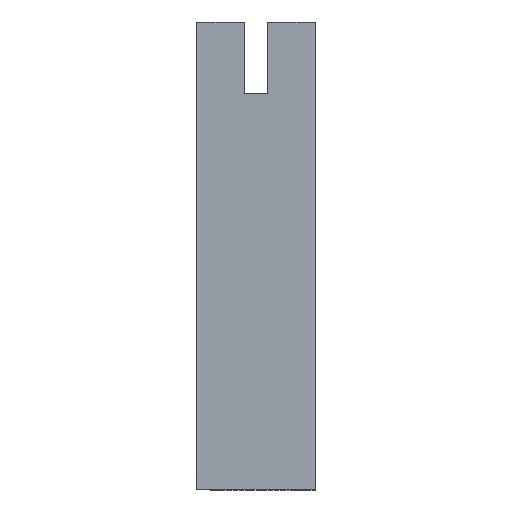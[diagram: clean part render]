
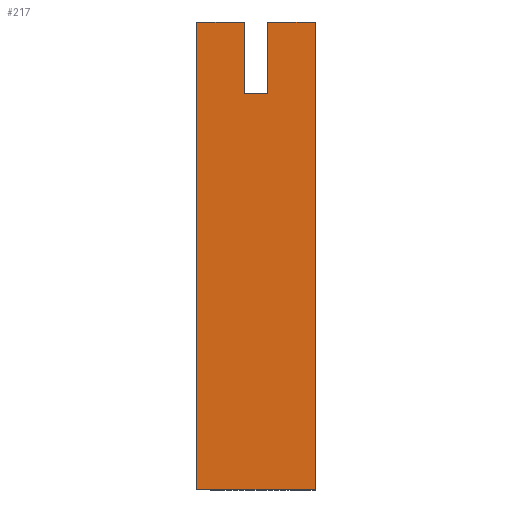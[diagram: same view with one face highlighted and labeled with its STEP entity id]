
A CAD part, left-side view. The second image highlights one B-rep face of the part: STEP entity #217.
In plain terms, the highlighted planar face has unit normal (-1, 0, 0).
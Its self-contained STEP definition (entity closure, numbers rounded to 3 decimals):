
#22 = VERTEX_POINT('',#23);
#23 = CARTESIAN_POINT('',(-12.,-15.,0.));
#31 = EDGE_CURVE('',#32,#22,#34,.T.);
#32 = VERTEX_POINT('',#33);
#33 = CARTESIAN_POINT('',(-12.,-15.,59.38));
#34 = LINE('',#35,#36);
#35 = CARTESIAN_POINT('',(-12.,-15.,59.38));
#36 = VECTOR('',#37,1.);
#37 = DIRECTION('',(0.,0.,-1.));
#169 = VERTEX_POINT('',#170);
#170 = CARTESIAN_POINT('',(-12.,0.,0.));
#176 = EDGE_CURVE('',#169,#22,#177,.T.);
#177 = LINE('',#178,#179);
#178 = CARTESIAN_POINT('',(-12.,0.,0.)
  );
#179 = VECTOR('',#180,1.);
#180 = DIRECTION('',(0.,-1.,0.));
#217 = ADVANCED_FACE('',(#218),#268,.F.);
#218 = FACE_BOUND('',#219,.F.);
#219 = EDGE_LOOP('',(#220,#228,#236,#244,#252,#260,#266,#267));
#220 = ORIENTED_EDGE('',*,*,#221,.F.);
#221 = EDGE_CURVE('',#222,#169,#224,.T.);
#222 = VERTEX_POINT('',#223);
#223 = CARTESIAN_POINT('',(-12.,0.,59.38));
#224 = LINE('',#225,#226);
#225 = CARTESIAN_POINT('',(-12.,0.,59.38));
#226 = VECTOR('',#227,1.);
#227 = DIRECTION('',(0.,0.,-1.));
#228 = ORIENTED_EDGE('',*,*,#229,.T.);
#229 = EDGE_CURVE('',#222,#230,#232,.T.);
#230 = VERTEX_POINT('',#231);
#231 = CARTESIAN_POINT('',(-12.,-6.,59.38));
#232 = LINE('',#233,#234);
#233 = CARTESIAN_POINT('',(-12.,0.,59.38));
#234 = VECTOR('',#235,1.);
#235 = DIRECTION('',(0.,-1.,0.));
#236 = ORIENTED_EDGE('',*,*,#237,.T.);
#237 = EDGE_CURVE('',#230,#238,#240,.T.);
#238 = VERTEX_POINT('',#239);
#239 = CARTESIAN_POINT('',(-12.,-6.,50.255));
#240 = LINE('',#241,#242);
#241 = CARTESIAN_POINT('',(-12.,-6.,57.69));
#242 = VECTOR('',#243,1.);
#243 = DIRECTION('',(0.,0.,-1.));
#244 = ORIENTED_EDGE('',*,*,#245,.F.);
#245 = EDGE_CURVE('',#246,#238,#248,.T.);
#246 = VERTEX_POINT('',#247);
#247 = CARTESIAN_POINT('',(-12.,-9.,50.255));
#248 = LINE('',#249,#250);
#249 = CARTESIAN_POINT('',(-12.,-6.,50.255));
#250 = VECTOR('',#251,1.);
#251 = DIRECTION('',(-0.,1.,0.));
#252 = ORIENTED_EDGE('',*,*,#253,.F.);
#253 = EDGE_CURVE('',#254,#246,#256,.T.);
#254 = VERTEX_POINT('',#255);
#255 = CARTESIAN_POINT('',(-12.,-9.,59.38));
#256 = LINE('',#257,#258);
#257 = CARTESIAN_POINT('',(-12.,-9.,57.69));
#258 = VECTOR('',#259,1.);
#259 = DIRECTION('',(0.,0.,-1.));
#260 = ORIENTED_EDGE('',*,*,#261,.T.);
#261 = EDGE_CURVE('',#254,#32,#262,.T.);
#262 = LINE('',#263,#264);
#263 = CARTESIAN_POINT('',(-12.,0.,59.38));
#264 = VECTOR('',#265,1.);
#265 = DIRECTION('',(0.,-1.,0.));
#266 = ORIENTED_EDGE('',*,*,#31,.T.);
#267 = ORIENTED_EDGE('',*,*,#176,.F.);
#268 = PLANE('',#269);
#269 = AXIS2_PLACEMENT_3D('',#270,#271,#272);
#270 = CARTESIAN_POINT('',(-12.,0.,59.38));
#271 = DIRECTION('',(1.,0.,0.));
#272 = DIRECTION('',(0.,0.,-1.));
